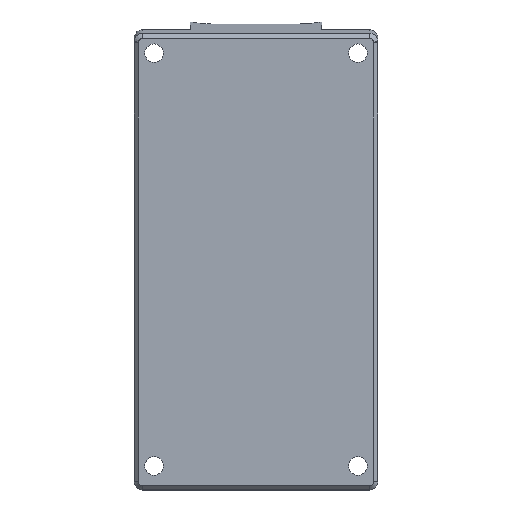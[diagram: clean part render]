
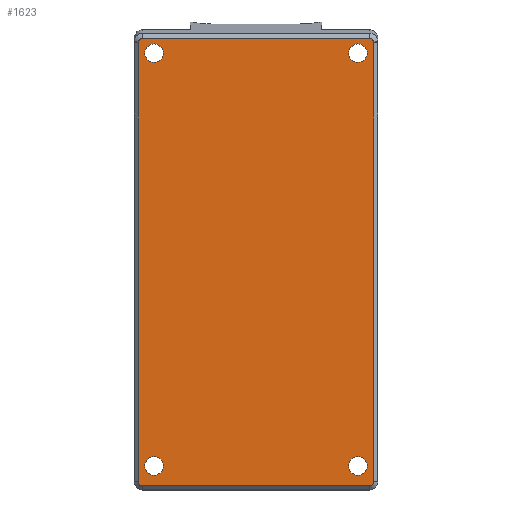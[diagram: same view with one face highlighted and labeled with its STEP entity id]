
A CAD part, top view. The second image highlights one B-rep face of the part: STEP entity #1623.
In plain terms, the highlighted planar face has unit normal (0, 0, 1).
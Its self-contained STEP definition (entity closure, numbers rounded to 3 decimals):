
#20=FACE_BOUND('',#310,.T.);
#21=FACE_BOUND('',#311,.T.);
#22=FACE_BOUND('',#312,.T.);
#23=FACE_BOUND('',#313,.T.);
#72=B_SPLINE_CURVE_WITH_KNOTS('',3,(#2780,#2781,#2782,#2783,#2784),
 .UNSPECIFIED.,.F.,.F.,(4,1,4),(-1.438,-0.616,0.),
 .UNSPECIFIED.);
#75=B_SPLINE_CURVE_WITH_KNOTS('',3,(#2823,#2824,#2825,#2826,#2827),
 .UNSPECIFIED.,.F.,.F.,(4,1,4),(0.,0.822,
1.438),.UNSPECIFIED.);
#77=B_SPLINE_CURVE_WITH_KNOTS('',3,(#2848,#2849,#2850,#2851),
 .UNSPECIFIED.,.F.,.F.,(4,4),(-1.571,-1.438),
 .UNSPECIFIED.);
#79=B_SPLINE_CURVE_WITH_KNOTS('',3,(#2872,#2873,#2874,#2875),
 .UNSPECIFIED.,.F.,.F.,(4,4),(1.438,1.571),
 .UNSPECIFIED.);
#112=CIRCLE('',#1724,2.25);
#113=CIRCLE('',#1726,2.25);
#114=CIRCLE('',#1728,2.25);
#115=CIRCLE('',#1730,2.25);
#123=CIRCLE('',#1755,1.);
#125=CIRCLE('',#1760,1.);
#217=FACE_OUTER_BOUND('',#309,.T.);
#309=EDGE_LOOP('',(#1462,#1463,#1464,#1465,#1466,#1467,#1468,#1469,#1470,
#1471));
#310=EDGE_LOOP('',(#1472));
#311=EDGE_LOOP('',(#1473));
#312=EDGE_LOOP('',(#1474));
#313=EDGE_LOOP('',(#1475));
#455=LINE('',#2728,#615);
#461=LINE('',#2743,#621);
#465=LINE('',#2752,#625);
#468=LINE('',#2793,#628);
#615=VECTOR('',#2134,10.);
#621=VECTOR('',#2148,10.);
#625=VECTOR('',#2154,10.);
#628=VECTOR('',#2165,10.);
#753=VERTEX_POINT('',#2660);
#754=VERTEX_POINT('',#2664);
#755=VERTEX_POINT('',#2668);
#756=VERTEX_POINT('',#2672);
#770=VERTEX_POINT('',#2725);
#771=VERTEX_POINT('',#2727);
#773=VERTEX_POINT('',#2733);
#775=VERTEX_POINT('',#2739);
#777=VERTEX_POINT('',#2745);
#780=VERTEX_POINT('',#2750);
#782=VERTEX_POINT('',#2777);
#783=VERTEX_POINT('',#2779);
#784=VERTEX_POINT('',#2792);
#785=VERTEX_POINT('',#2815);
#956=EDGE_CURVE('',#753,#753,#112,.T.);
#958=EDGE_CURVE('',#754,#754,#113,.T.);
#960=EDGE_CURVE('',#755,#755,#114,.T.);
#962=EDGE_CURVE('',#756,#756,#115,.T.);
#987=EDGE_CURVE('',#770,#771,#455,.T.);
#992=EDGE_CURVE('',#771,#773,#123,.T.);
#995=EDGE_CURVE('',#773,#775,#461,.T.);
#999=EDGE_CURVE('',#780,#777,#465,.T.);
#1001=EDGE_CURVE('',#775,#780,#125,.T.);
#1003=EDGE_CURVE('',#782,#783,#72,.T.);
#1006=EDGE_CURVE('',#783,#784,#468,.T.);
#1010=EDGE_CURVE('',#784,#785,#75,.T.);
#1012=EDGE_CURVE('',#777,#782,#77,.T.);
#1014=EDGE_CURVE('',#785,#770,#79,.T.);
#1462=ORIENTED_EDGE('',*,*,#1003,.F.);
#1463=ORIENTED_EDGE('',*,*,#1012,.F.);
#1464=ORIENTED_EDGE('',*,*,#999,.F.);
#1465=ORIENTED_EDGE('',*,*,#1001,.F.);
#1466=ORIENTED_EDGE('',*,*,#995,.F.);
#1467=ORIENTED_EDGE('',*,*,#992,.F.);
#1468=ORIENTED_EDGE('',*,*,#987,.F.);
#1469=ORIENTED_EDGE('',*,*,#1014,.F.);
#1470=ORIENTED_EDGE('',*,*,#1010,.F.);
#1471=ORIENTED_EDGE('',*,*,#1006,.F.);
#1472=ORIENTED_EDGE('',*,*,#956,.T.);
#1473=ORIENTED_EDGE('',*,*,#958,.T.);
#1474=ORIENTED_EDGE('',*,*,#960,.T.);
#1475=ORIENTED_EDGE('',*,*,#962,.T.);
#1538=PLANE('',#1766);
#1623=ADVANCED_FACE('',(#217,#20,#21,#22,#23),#1538,.T.);
#1724=AXIS2_PLACEMENT_3D('',#2662,#2057,#2058);
#1726=AXIS2_PLACEMENT_3D('',#2666,#2062,#2063);
#1728=AXIS2_PLACEMENT_3D('',#2670,#2067,#2068);
#1730=AXIS2_PLACEMENT_3D('',#2674,#2072,#2073);
#1755=AXIS2_PLACEMENT_3D('',#2737,#2142,#2143);
#1760=AXIS2_PLACEMENT_3D('',#2755,#2159,#2160);
#1766=AXIS2_PLACEMENT_3D('',#2884,#2180,#2181);
#2057=DIRECTION('center_axis',(0.,0.,-1.));
#2058=DIRECTION('ref_axis',(-1.,0.,0.));
#2062=DIRECTION('center_axis',(0.,0.,-1.));
#2063=DIRECTION('ref_axis',(1.,0.,0.));
#2067=DIRECTION('center_axis',(0.,0.,-1.));
#2068=DIRECTION('ref_axis',(1.,0.,0.));
#2072=DIRECTION('center_axis',(0.,0.,-1.));
#2073=DIRECTION('ref_axis',(1.,0.,0.));
#2134=DIRECTION('',(0.,-1.,0.));
#2142=DIRECTION('center_axis',(0.,0.,-1.));
#2143=DIRECTION('ref_axis',(0.707,-0.707,0.));
#2148=DIRECTION('',(-1.,0.,0.));
#2154=DIRECTION('',(0.,1.,0.));
#2159=DIRECTION('center_axis',(0.,0.,-1.));
#2160=DIRECTION('ref_axis',(-0.707,-0.707,0.));
#2165=DIRECTION('',(1.,0.,0.));
#2180=DIRECTION('center_axis',(0.,0.,1.));
#2181=DIRECTION('ref_axis',(-1.,0.,0.));
#2660=CARTESIAN_POINT('',(27.1,35.468,30.07));
#2662=CARTESIAN_POINT('Origin',(24.85,35.468,30.07));
#2664=CARTESIAN_POINT('',(-27.1,35.468,30.07));
#2666=CARTESIAN_POINT('Origin',(-24.85,35.468,30.07));
#2668=CARTESIAN_POINT('',(22.6,-65.15,30.07));
#2670=CARTESIAN_POINT('Origin',(24.85,-65.15,30.07));
#2672=CARTESIAN_POINT('',(-27.1,-65.15,30.07));
#2674=CARTESIAN_POINT('Origin',(-24.85,-65.15,30.07));
#2725=CARTESIAN_POINT('',(28.7,37.975,30.07));
#2727=CARTESIAN_POINT('',(28.7,-69.,30.07));
#2728=CARTESIAN_POINT('',(28.7,0.,30.07));
#2733=CARTESIAN_POINT('',(27.7,-70.,30.07));
#2737=CARTESIAN_POINT('Origin',(27.7,-69.,30.07));
#2739=CARTESIAN_POINT('',(-27.7,-70.,30.07));
#2743=CARTESIAN_POINT('',(14.85,-70.,30.07));
#2745=CARTESIAN_POINT('',(-28.7,37.975,30.07));
#2750=CARTESIAN_POINT('',(-28.7,-69.,30.07));
#2752=CARTESIAN_POINT('',(-28.7,0.,30.07));
#2755=CARTESIAN_POINT('Origin',(-27.7,-69.,30.07));
#2777=CARTESIAN_POINT('',(-28.691,38.122,30.07));
#2779=CARTESIAN_POINT('',(-27.7,39.05,30.07));
#2780=CARTESIAN_POINT('Ctrl Pts',(-28.691,38.122,30.07));
#2781=CARTESIAN_POINT('Ctrl Pts',(-28.652,38.424,30.07));
#2782=CARTESIAN_POINT('Ctrl Pts',(-28.363,38.903,30.07));
#2783=CARTESIAN_POINT('Ctrl Pts',(-27.898,39.05,30.07));
#2784=CARTESIAN_POINT('Ctrl Pts',(-27.7,39.05,30.07));
#2792=CARTESIAN_POINT('',(27.7,39.05,30.07));
#2793=CARTESIAN_POINT('',(14.85,39.05,30.07));
#2815=CARTESIAN_POINT('',(28.691,38.122,30.07));
#2823=CARTESIAN_POINT('Ctrl Pts',(27.7,39.05,30.07));
#2824=CARTESIAN_POINT('Ctrl Pts',(27.964,39.05,30.07));
#2825=CARTESIAN_POINT('Ctrl Pts',(28.429,38.846,30.07));
#2826=CARTESIAN_POINT('Ctrl Pts',(28.661,38.348,30.07));
#2827=CARTESIAN_POINT('Ctrl Pts',(28.691,38.122,30.07));
#2848=CARTESIAN_POINT('Ctrl Pts',(-28.7,37.975,30.07));
#2849=CARTESIAN_POINT('Ctrl Pts',(-28.7,38.024,30.07));
#2850=CARTESIAN_POINT('Ctrl Pts',(-28.697,38.074,30.07));
#2851=CARTESIAN_POINT('Ctrl Pts',(-28.691,38.122,30.07));
#2872=CARTESIAN_POINT('Ctrl Pts',(28.691,38.122,30.07));
#2873=CARTESIAN_POINT('Ctrl Pts',(28.697,38.074,30.07));
#2874=CARTESIAN_POINT('Ctrl Pts',(28.7,38.024,30.07));
#2875=CARTESIAN_POINT('Ctrl Pts',(28.7,37.975,30.07));
#2884=CARTESIAN_POINT('Origin',(29.7,0.,30.07));
